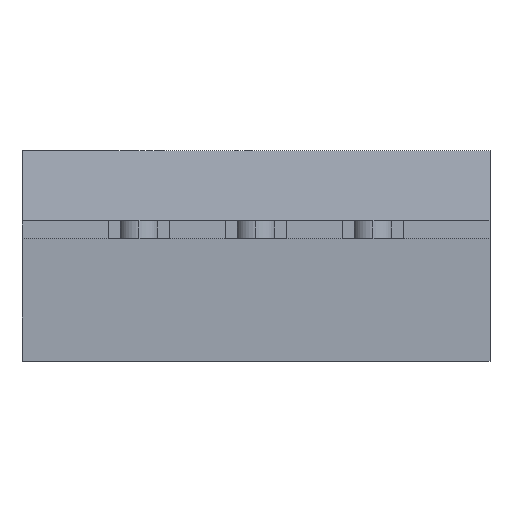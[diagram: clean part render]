
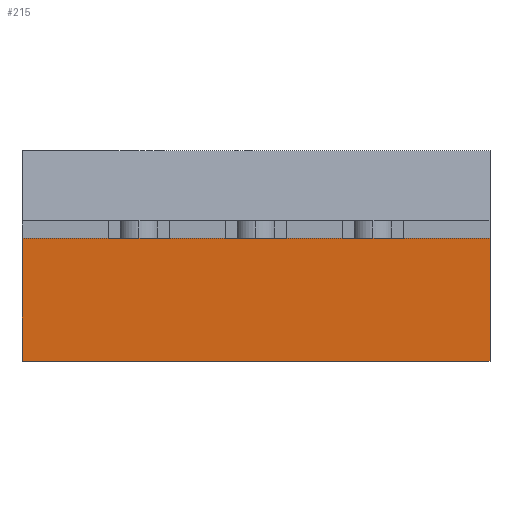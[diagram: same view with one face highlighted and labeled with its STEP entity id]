
A CAD part, front view. The second image highlights one B-rep face of the part: STEP entity #215.
In plain terms, the highlighted planar face has unit normal (0, -0.999, -0.052).
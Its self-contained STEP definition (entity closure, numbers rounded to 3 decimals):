
#215=ADVANCED_FACE('',(#431),#432,.T.);
#431=FACE_OUTER_BOUND('',#642,.T.);
#432=PLANE('',#643);
#642=EDGE_LOOP('',(#1256,#1257,#1258,#1259));
#643=AXIS2_PLACEMENT_3D('',#1260,#1261,#1262);
#1256=ORIENTED_EDGE('',*,*,#1552,.T.);
#1257=ORIENTED_EDGE('',*,*,#1536,.F.);
#1258=ORIENTED_EDGE('',*,*,#1553,.T.);
#1259=ORIENTED_EDGE('',*,*,#1549,.T.);
#1260=CARTESIAN_POINT('',(5.08,3.753,1.333));
#1261=DIRECTION('',(0.,-0.999,-0.052));
#1262=DIRECTION('',(0.,-0.052,0.999));
#1536=EDGE_CURVE('',#1910,#1912,#1913,.T.);
#1549=EDGE_CURVE('',#1930,#1928,#1931,.T.);
#1552=EDGE_CURVE('',#1928,#1912,#1934,.T.);
#1553=EDGE_CURVE('',#1910,#1930,#1935,.T.);
#1910=VERTEX_POINT('',#2447);
#1912=VERTEX_POINT('',#2450);
#1913=LINE('',#2451,#2452);
#1928=VERTEX_POINT('',#2472);
#1930=VERTEX_POINT('',#2475);
#1931=LINE('',#2476,#2477);
#1934=LINE('',#2481,#2482);
#1935=LINE('',#2483,#2484);
#2447=CARTESIAN_POINT('',(5.08,3.823,0.));
#2450=CARTESIAN_POINT('',(-5.08,3.823,0.));
#2451=CARTESIAN_POINT('',(5.08,3.823,0.));
#2452=VECTOR('',#2707,1.0);
#2472=CARTESIAN_POINT('',(-5.08,3.683,2.667));
#2475=CARTESIAN_POINT('',(5.08,3.683,2.667));
#2476=CARTESIAN_POINT('',(5.08,3.683,2.667));
#2477=VECTOR('',#2720,1.0);
#2481=CARTESIAN_POINT('',(-5.08,3.823,0.));
#2482=VECTOR('',#2722,1.0);
#2483=CARTESIAN_POINT('',(5.08,3.823,0.));
#2484=VECTOR('',#2723,1.0);
#2707=DIRECTION('',(-1.0,0.,0.));
#2720=DIRECTION('',(-1.0,0.,0.));
#2722=DIRECTION('',(0.,0.052,-0.999));
#2723=DIRECTION('',(0.,-0.052,0.999));
